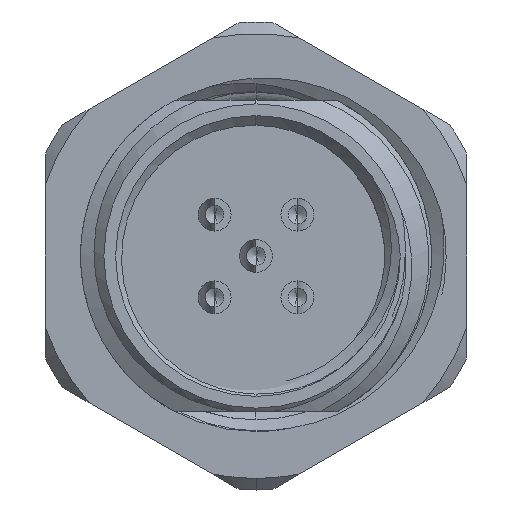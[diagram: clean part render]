
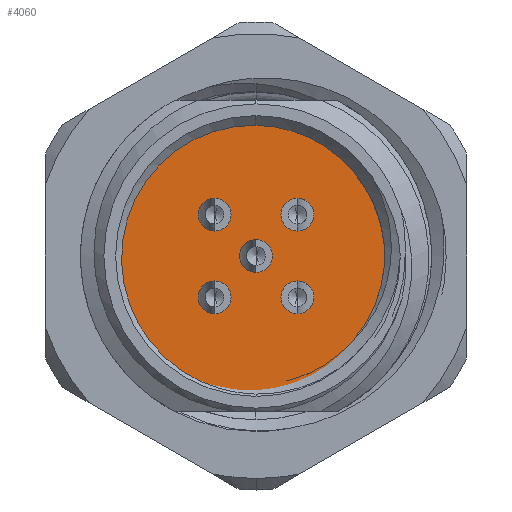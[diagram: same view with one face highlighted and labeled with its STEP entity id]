
A CAD part, left-side view. The second image highlights one B-rep face of the part: STEP entity #4060.
In plain terms, the highlighted planar face has unit normal (-1, 0, 0).
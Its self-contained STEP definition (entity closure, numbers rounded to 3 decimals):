
#35 = DIRECTION ( 'NONE',  ( -1., 0., 0. ) ) ;
#151 = VERTEX_POINT ( 'NONE', #6042 ) ;
#195 = ORIENTED_EDGE ( 'NONE', *, *, #10952, .F. ) ;
#294 = PLANE ( 'NONE',  #875 ) ;
#334 = CARTESIAN_POINT ( 'NONE',  ( -13., -2.468, -1.768 ) ) ;
#588 = EDGE_LOOP ( 'NONE', ( #6396, #11726 ) ) ;
#738 = DIRECTION ( 'NONE',  ( -1., 0., 0. ) ) ;
#833 = CARTESIAN_POINT ( 'NONE',  ( -13., 1.068, 1.768 ) ) ;
#875 = AXIS2_PLACEMENT_3D ( 'NONE', #6752, #10435, #1265 ) ;
#937 = DIRECTION ( 'NONE',  ( 0., 1., 0. ) ) ;
#1254 = CIRCLE ( 'NONE', #8010, 0.7 ) ;
#1265 = DIRECTION ( 'NONE',  ( 0., -1., 0. ) ) ;
#1295 = EDGE_LOOP ( 'NONE', ( #2513, #4516 ) ) ;
#1384 = DIRECTION ( 'NONE',  ( -1., 0., 0. ) ) ;
#1465 = ORIENTED_EDGE ( 'NONE', *, *, #4320, .F. ) ;
#1515 = CARTESIAN_POINT ( 'NONE',  ( -13., 2.468, -1.768 ) ) ;
#1639 = EDGE_CURVE ( 'NONE', #3343, #7038, #1254, .T. ) ;
#1797 = AXIS2_PLACEMENT_3D ( 'NONE', #4623, #10959, #937 ) ;
#1874 = EDGE_CURVE ( 'NONE', #10038, #7827, #2816, .T. ) ;
#1910 = ORIENTED_EDGE ( 'NONE', *, *, #8012, .F. ) ;
#1980 = EDGE_LOOP ( 'NONE', ( #1465, #1910 ) ) ;
#2054 = FACE_BOUND ( 'NONE', #588, .T. ) ;
#2450 = DIRECTION ( 'NONE',  ( 0., -1., 0. ) ) ;
#2513 = ORIENTED_EDGE ( 'NONE', *, *, #1874, .F. ) ;
#2572 = AXIS2_PLACEMENT_3D ( 'NONE', #3418, #738, #4309 ) ;
#2656 = VERTEX_POINT ( 'NONE', #5922 ) ;
#2765 = AXIS2_PLACEMENT_3D ( 'NONE', #6576, #9295, #3944 ) ;
#2816 = CIRCLE ( 'NONE', #7245, 0.7 ) ;
#2827 = DIRECTION ( 'NONE',  ( 0., -1., 0. ) ) ;
#2849 = DIRECTION ( 'NONE',  ( 0., -1., 0. ) ) ;
#2859 = EDGE_CURVE ( 'NONE', #2656, #3308, #6470, .T. ) ;
#2943 = CIRCLE ( 'NONE', #3322, 0.7 ) ;
#3090 = FACE_BOUND ( 'NONE', #6486, .T. ) ;
#3149 = CIRCLE ( 'NONE', #5442, 0.7 ) ;
#3308 = VERTEX_POINT ( 'NONE', #5478 ) ;
#3322 = AXIS2_PLACEMENT_3D ( 'NONE', #3351, #6952, #5013 ) ;
#3343 = VERTEX_POINT ( 'NONE', #833 ) ;
#3351 = CARTESIAN_POINT ( 'NONE',  ( -13., 0., 0. ) ) ;
#3418 = CARTESIAN_POINT ( 'NONE',  ( -13., 1.768, -1.768 ) ) ;
#3516 = DIRECTION ( 'NONE',  ( -1., 0., 0. ) ) ;
#3537 = CARTESIAN_POINT ( 'NONE',  ( -13., 1.768, 1.768 ) ) ;
#3741 = CARTESIAN_POINT ( 'NONE',  ( -13., -1.768, -1.768 ) ) ;
#3944 = DIRECTION ( 'NONE',  ( 0., -1., 0. ) ) ;
#4060 = ADVANCED_FACE ( 'NONE', ( #3090, #8450, #11219, #5790, #2054, #9467 ), #294, .T. ) ;
#4164 = EDGE_LOOP ( 'NONE', ( #195, #11393 ) ) ;
#4309 = DIRECTION ( 'NONE',  ( 0., -1., 0. ) ) ;
#4320 = EDGE_CURVE ( 'NONE', #151, #7206, #6858, .T. ) ;
#4358 = AXIS2_PLACEMENT_3D ( 'NONE', #10137, #9955, #2849 ) ;
#4441 = ORIENTED_EDGE ( 'NONE', *, *, #7610, .F. ) ;
#4516 = ORIENTED_EDGE ( 'NONE', *, *, #5506, .F. ) ;
#4623 = CARTESIAN_POINT ( 'NONE',  ( -13., 0., 0. ) ) ;
#5013 = DIRECTION ( 'NONE',  ( 0., -1., 0. ) ) ;
#5442 = AXIS2_PLACEMENT_3D ( 'NONE', #3741, #35, #2827 ) ;
#5478 = CARTESIAN_POINT ( 'NONE',  ( -13., -2.468, 1.768 ) ) ;
#5506 = EDGE_CURVE ( 'NONE', #7827, #10038, #2943, .T. ) ;
#5790 = FACE_BOUND ( 'NONE', #4164, .T. ) ;
#5922 = CARTESIAN_POINT ( 'NONE',  ( -13., -1.068, 1.768 ) ) ;
#6042 = CARTESIAN_POINT ( 'NONE',  ( -13., 6., 0. ) ) ;
#6062 = CARTESIAN_POINT ( 'NONE',  ( -13., -0.7, 0. ) ) ;
#6069 = AXIS2_PLACEMENT_3D ( 'NONE', #11206, #9337, #11267 ) ;
#6127 = ORIENTED_EDGE ( 'NONE', *, *, #10792, .F. ) ;
#6272 = EDGE_CURVE ( 'NONE', #10581, #8249, #3149, .T. ) ;
#6387 = CARTESIAN_POINT ( 'NONE',  ( -13., 0., 0. ) ) ;
#6396 = ORIENTED_EDGE ( 'NONE', *, *, #11136, .F. ) ;
#6470 = CIRCLE ( 'NONE', #4358, 0.7 ) ;
#6471 = DIRECTION ( 'NONE',  ( 0., -1., 0. ) ) ;
#6486 = EDGE_LOOP ( 'NONE', ( #6127, #8252 ) ) ;
#6576 = CARTESIAN_POINT ( 'NONE',  ( -13., 1.768, 1.768 ) ) ;
#6752 = CARTESIAN_POINT ( 'NONE',  ( -13., 0., 0. ) ) ;
#6839 = CARTESIAN_POINT ( 'NONE',  ( -13., -6., 0. ) ) ;
#6858 = CIRCLE ( 'NONE', #8585, 6. ) ;
#6889 = CARTESIAN_POINT ( 'NONE',  ( -13., 0., 0. ) ) ;
#6952 = DIRECTION ( 'NONE',  ( -1., 0., 0. ) ) ;
#7038 = VERTEX_POINT ( 'NONE', #8726 ) ;
#7083 = VERTEX_POINT ( 'NONE', #8967 ) ;
#7180 = CARTESIAN_POINT ( 'NONE',  ( -13., 1.768, -1.768 ) ) ;
#7206 = VERTEX_POINT ( 'NONE', #6839 ) ;
#7237 = CIRCLE ( 'NONE', #6069, 0.7 ) ;
#7245 = AXIS2_PLACEMENT_3D ( 'NONE', #6889, #1384, #8036 ) ;
#7394 = EDGE_CURVE ( 'NONE', #10161, #7083, #9491, .T. ) ;
#7610 = EDGE_CURVE ( 'NONE', #7038, #3343, #11613, .T. ) ;
#7733 = CIRCLE ( 'NONE', #10981, 0.7 ) ;
#7813 = CIRCLE ( 'NONE', #8569, 0.7 ) ;
#7827 = VERTEX_POINT ( 'NONE', #8153 ) ;
#8010 = AXIS2_PLACEMENT_3D ( 'NONE', #3537, #10941, #6471 ) ;
#8012 = EDGE_CURVE ( 'NONE', #7206, #151, #10261, .T. ) ;
#8036 = DIRECTION ( 'NONE',  ( 0., -1., 0. ) ) ;
#8134 = ORIENTED_EDGE ( 'NONE', *, *, #1639, .F. ) ;
#8153 = CARTESIAN_POINT ( 'NONE',  ( -13., 0.7, 0. ) ) ;
#8249 = VERTEX_POINT ( 'NONE', #334 ) ;
#8252 = ORIENTED_EDGE ( 'NONE', *, *, #7394, .F. ) ;
#8450 = FACE_BOUND ( 'NONE', #10637, .T. ) ;
#8569 = AXIS2_PLACEMENT_3D ( 'NONE', #7180, #3516, #11040 ) ;
#8585 = AXIS2_PLACEMENT_3D ( 'NONE', #6387, #10917, #10177 ) ;
#8726 = CARTESIAN_POINT ( 'NONE',  ( -13., 2.468, 1.768 ) ) ;
#8967 = CARTESIAN_POINT ( 'NONE',  ( -13., 1.068, -1.768 ) ) ;
#9295 = DIRECTION ( 'NONE',  ( -1., 0., 0. ) ) ;
#9337 = DIRECTION ( 'NONE',  ( -1., 0., 0. ) ) ;
#9467 = FACE_OUTER_BOUND ( 'NONE', #1980, .T. ) ;
#9491 = CIRCLE ( 'NONE', #2572, 0.7 ) ;
#9955 = DIRECTION ( 'NONE',  ( -1., 0., 0. ) ) ;
#10038 = VERTEX_POINT ( 'NONE', #6062 ) ;
#10137 = CARTESIAN_POINT ( 'NONE',  ( -13., -1.768, 1.768 ) ) ;
#10161 = VERTEX_POINT ( 'NONE', #1515 ) ;
#10177 = DIRECTION ( 'NONE',  ( 0., 1., 0. ) ) ;
#10261 = CIRCLE ( 'NONE', #1797, 6. ) ;
#10435 = DIRECTION ( 'NONE',  ( -1., 0., 0. ) ) ;
#10581 = VERTEX_POINT ( 'NONE', #10872 ) ;
#10637 = EDGE_LOOP ( 'NONE', ( #8134, #4441 ) ) ;
#10792 = EDGE_CURVE ( 'NONE', #7083, #10161, #7813, .T. ) ;
#10872 = CARTESIAN_POINT ( 'NONE',  ( -13., -1.068, -1.768 ) ) ;
#10917 = DIRECTION ( 'NONE',  ( 1., 0., 0. ) ) ;
#10941 = DIRECTION ( 'NONE',  ( -1., 0., 0. ) ) ;
#10952 = EDGE_CURVE ( 'NONE', #8249, #10581, #7237, .T. ) ;
#10959 = DIRECTION ( 'NONE',  ( 1., 0., 0. ) ) ;
#10981 = AXIS2_PLACEMENT_3D ( 'NONE', #11680, #11383, #2450 ) ;
#11040 = DIRECTION ( 'NONE',  ( 0., -1., 0. ) ) ;
#11136 = EDGE_CURVE ( 'NONE', #3308, #2656, #7733, .T. ) ;
#11206 = CARTESIAN_POINT ( 'NONE',  ( -13., -1.768, -1.768 ) ) ;
#11219 = FACE_BOUND ( 'NONE', #1295, .T. ) ;
#11267 = DIRECTION ( 'NONE',  ( 0., -1., 0. ) ) ;
#11383 = DIRECTION ( 'NONE',  ( -1., 0., 0. ) ) ;
#11393 = ORIENTED_EDGE ( 'NONE', *, *, #6272, .F. ) ;
#11613 = CIRCLE ( 'NONE', #2765, 0.7 ) ;
#11680 = CARTESIAN_POINT ( 'NONE',  ( -13., -1.768, 1.768 ) ) ;
#11726 = ORIENTED_EDGE ( 'NONE', *, *, #2859, .F. ) ;
